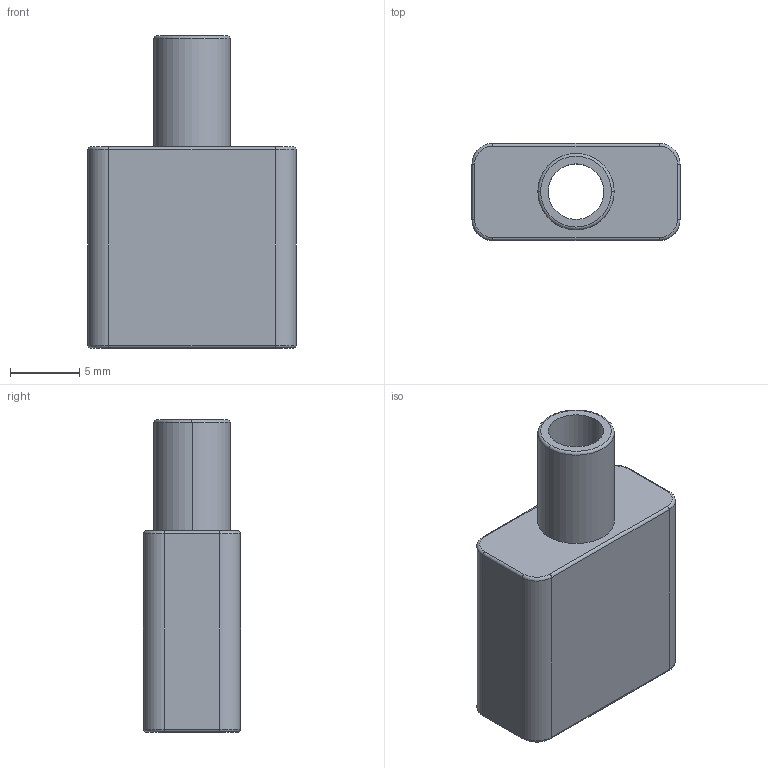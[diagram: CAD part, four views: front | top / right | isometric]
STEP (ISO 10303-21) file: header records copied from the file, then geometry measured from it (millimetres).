
FILE_DESCRIPTION (( 'STEP AP214' ), '1' );
FILE_NAME ('³äµçÏß_USB¶Ë.STEP', '2022-05-18T11:05:19', ( '' ), ( '' ), 'SwSTEP 2.0', 'SolidWorks 2016', '' );
FILE_SCHEMA (( 'AUTOMOTIVE_DESIGN' ));
Length unit declared in the file: millimetre
Products named in the file (1): ｳ莊醯ﾟ_USBｶﾋ
Bounding box: 15 x 7 x 22.5 mm (x, y, z)
Volume: 796.5 mm3; surface area: 1480.6 mm2
Topology: 1 solids, 1 shells, 38 faces, 84 edges, 50 vertices
Faces by surface type: cylinder 16, plane 12, torus 10
Entity records: 1086 total; most frequent: DIRECTION 206, CARTESIAN_POINT 173, ORIENTED_EDGE 168, EDGE_CURVE 84, AXIS2_PLACEMENT_3D 83, VERTEX_POINT 50, CIRCLE 44, EDGE_LOOP 42
